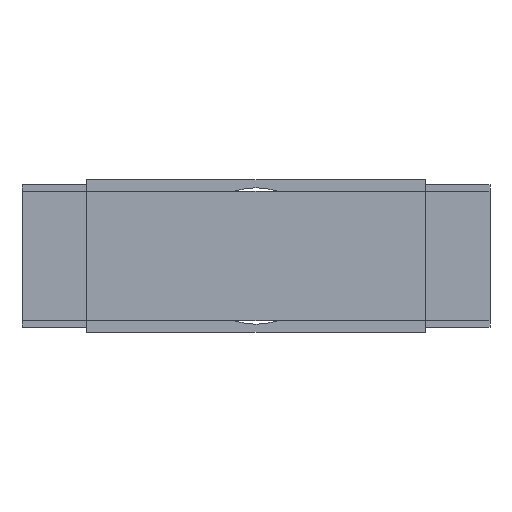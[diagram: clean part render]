
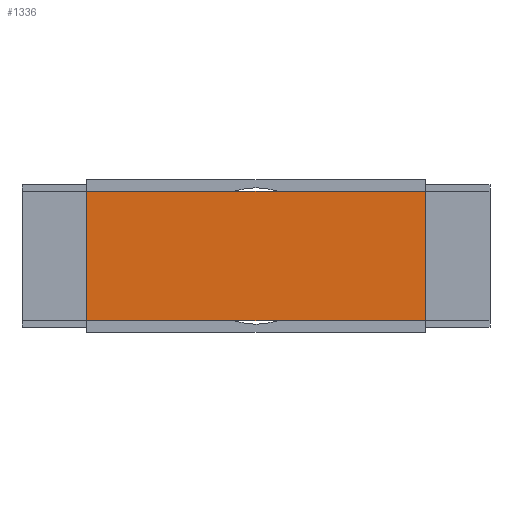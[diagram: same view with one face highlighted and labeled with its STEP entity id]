
A CAD part, front view. The second image highlights one B-rep face of the part: STEP entity #1336.
In plain terms, the highlighted planar face has unit normal (0, -1, 0).
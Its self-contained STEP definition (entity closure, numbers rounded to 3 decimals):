
#95=FACE_OUTER_BOUND('',#178,.T.);
#178=EDGE_LOOP('',(#907,#908,#909,#910));
#262=LINE('',#1949,#417);
#266=LINE('',#1957,#421);
#269=LINE('',#1963,#424);
#272=LINE('',#1968,#427);
#417=VECTOR('',#1558,10.);
#421=VECTOR('',#1564,10.);
#424=VECTOR('',#1569,10.);
#427=VECTOR('',#1574,10.);
#572=VERTEX_POINT('',#1947);
#573=VERTEX_POINT('',#1948);
#576=VERTEX_POINT('',#1956);
#578=VERTEX_POINT('',#1962);
#698=EDGE_CURVE('',#572,#573,#262,.T.);
#702=EDGE_CURVE('',#576,#572,#266,.T.);
#705=EDGE_CURVE('',#578,#576,#269,.T.);
#708=EDGE_CURVE('',#573,#578,#272,.T.);
#907=ORIENTED_EDGE('',*,*,#708,.F.);
#908=ORIENTED_EDGE('',*,*,#698,.F.);
#909=ORIENTED_EDGE('',*,*,#702,.F.);
#910=ORIENTED_EDGE('',*,*,#705,.F.);
#1270=PLANE('',#1442);
#1336=ADVANCED_FACE('',(#95),#1270,.F.);
#1442=AXIS2_PLACEMENT_3D('',#1971,#1578,#1579);
#1558=DIRECTION('',(1.,0.,0.));
#1564=DIRECTION('',(0.,0.,1.));
#1569=DIRECTION('',(-1.,0.,0.));
#1574=DIRECTION('',(0.,0.,-1.));
#1578=DIRECTION('center_axis',(0.,1.,0.));
#1579=DIRECTION('ref_axis',(1.,0.,0.));
#1947=CARTESIAN_POINT('',(-100.,0.,38.1));
#1948=CARTESIAN_POINT('',(100.,0.,38.1));
#1949=CARTESIAN_POINT('',(-100.,0.,38.1));
#1956=CARTESIAN_POINT('',(-100.,0.,-38.1));
#1957=CARTESIAN_POINT('',(-100.,0.,-38.1));
#1962=CARTESIAN_POINT('',(100.,0.,-38.1));
#1963=CARTESIAN_POINT('',(100.,0.,-38.1));
#1968=CARTESIAN_POINT('',(100.,0.,38.1));
#1971=CARTESIAN_POINT('Origin',(0.,0.,0.));
